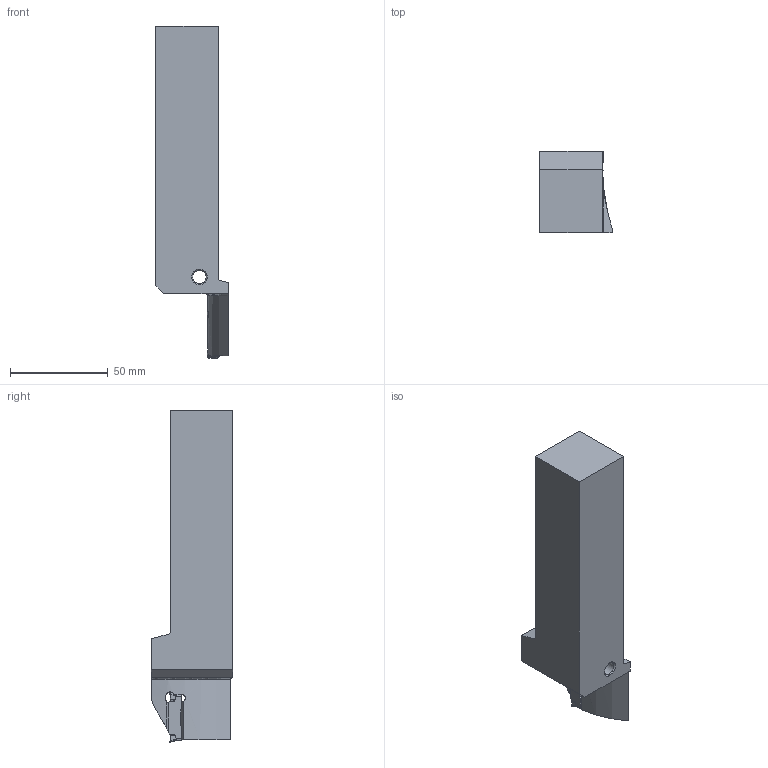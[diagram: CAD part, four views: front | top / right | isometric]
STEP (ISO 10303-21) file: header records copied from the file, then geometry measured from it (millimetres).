
FILE_DESCRIPTION(/* description */ (''),/* implementation_level */ '2;1');
FILE_NAME(/* name */ 'GL6-S3232PFL-32-R200090_204661605_SIM.stp',/* time_stamp */ '2023-03-31T09:36:20+02:00',/* author */ (''),/* organization */ (''),/* preprocessor_version */ 'ST-DEVELOPER v16.7',/* originating_system */ 'SIEMENS PLM Software NX 12.0',/* authorisation */ '');
FILE_SCHEMA (('AUTOMOTIVE_DESIGN { 1 0 10303 214 3 1 1 1 }'));
Length unit declared in the file: millimetre
Products named in the file (1): hc7236481C0Cdjly
Bounding box: 37 x 41.5 x 169.96 mm (x, y, z)
Volume: 149042.8 mm3; surface area: 24462.8 mm2
Topology: 2 solids, 2 shells, 245 faces, 613 edges, 372 vertices
Faces by surface type: bspline 82, cylinder 73, plane 70, extrusion 12, sphere 5, cone 2, torus 1
Full cylindrical faces by diameter (mm): 6.8 x1, 9 x1
Entity records: 8600 total; most frequent: CARTESIAN_POINT 3464, ORIENTED_EDGE 1208, DIRECTION 847, EDGE_CURVE 604, VERTEX_POINT 368, AXIS2_PLACEMENT_3D 303, EDGE_LOOP 252, ADVANCED_FACE 245
